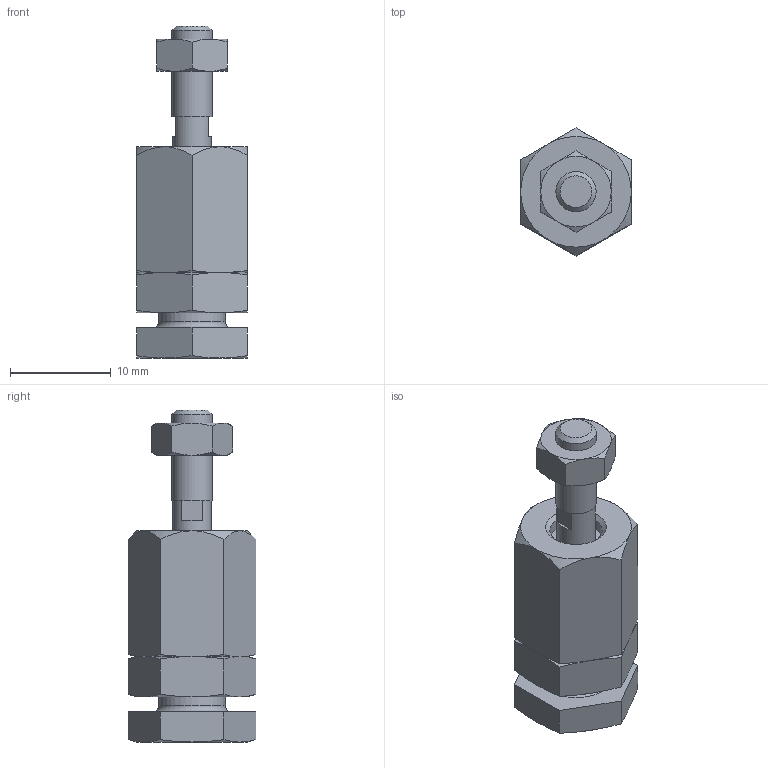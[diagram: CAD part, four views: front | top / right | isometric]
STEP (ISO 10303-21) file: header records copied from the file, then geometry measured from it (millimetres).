
FILE_DESCRIPTION(/* description */ ('STEP AP214'),/* implementation_level */ '2;1');
FILE_NAME(/* name */ '8170110_DARP-M4-F',/* time_stamp */ '2024-08-14T15:44:44+02:00',/* author */ ('License CC BY-ND 4.0'),/* organization */ ('CADENAS'),/* preprocessor_version */ 'ST-DEVELOPER v19.3',/* originating_system */ 'PARTsolutions',/* authorisation */ ' ');
FILE_SCHEMA (('AUTOMOTIVE_DESIGN {1 0 10303 214 3 1 1}'));
Length unit declared in the file: millimetre
Products named in the file (3): 8170110 DARP-M4-F---(high); 8170110 DARP-M4-F---(highK); ISO 4032 - M4(F)
Assembly tree (2 placements, depth 2):
  8170110 DARP-M4-F---(high)
    8170110 DARP-M4-F---(highK)
    ISO 4032 - M4(F)
Bounding box: 11 x 12.7 x 33 mm (x, y, z)
Volume: 2222.5 mm3; surface area: 1605.6 mm2
Topology: 2 solids, 2 shells, 92 faces, 192 edges, 110 vertices
Faces by surface type: cone 47, plane 38, cylinder 6, torus 1
Full cylindrical faces by diameter (mm): 3.242 x2, 3.8 x1, 4 x1, 5.2 x1, 6.6 x1
Entity records: 2479 total; most frequent: CARTESIAN_POINT 639, ORIENTED_EDGE 358, DIRECTION 342, EDGE_CURVE 179, AXIS2_PLACEMENT_3D 152, EDGE_LOOP 112, FACE_BOUND 112, VERTEX_POINT 109
